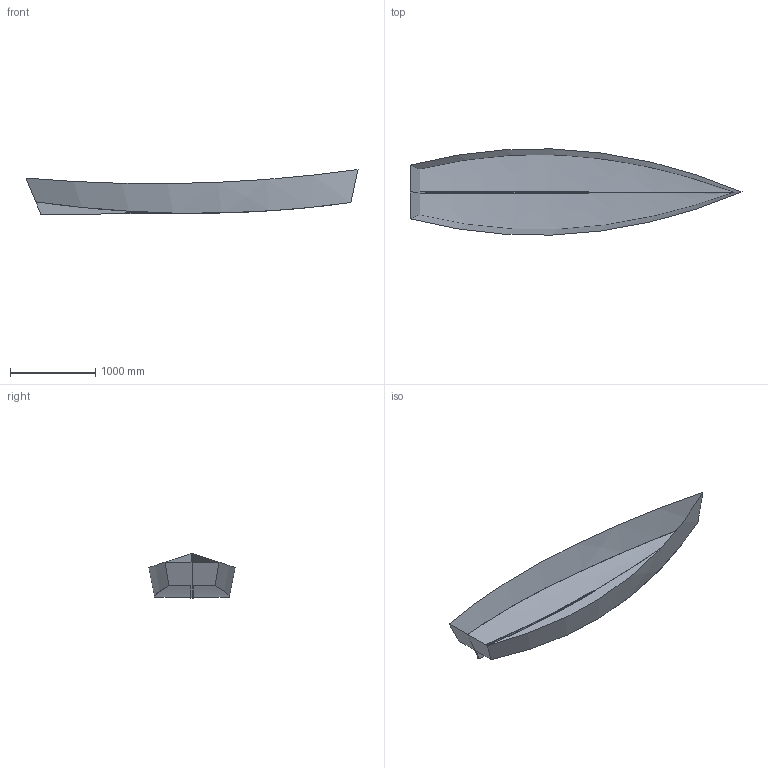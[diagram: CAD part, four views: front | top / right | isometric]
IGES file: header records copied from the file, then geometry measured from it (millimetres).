
Start section: Aurimas GYRO Yachts Template for future // Use this template file for building objects the size of a truck or smaller, and for objects which must be built to manufacturing tolerances. Units: Millimeters Absolute tolerance: .001 mm
Global section: file name: 144HHull Flat bottom C Sharpie.igs; native system: Rhinoceros ( Nov 18 2019 ); preprocessor: Trout Lake IGES 012 Nov 18 2019; author: 8HAurimas; date: 191204.120710; units: foot
Bounding box: 3886.84 x 1009.69 x 525.38 mm (x, y, z)
Surface area: 5463864.2 mm2 (no closed solid volume)
Topology: 0 solids, 0 shells, 12 faces, 68 edges, 64 vertices
Faces by surface type: plane 6, bspline 6
